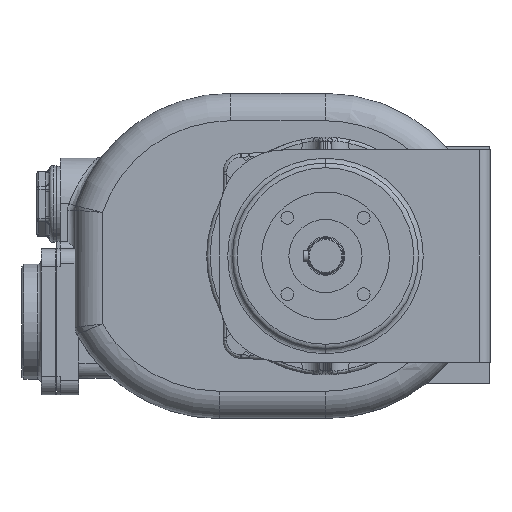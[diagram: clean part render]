
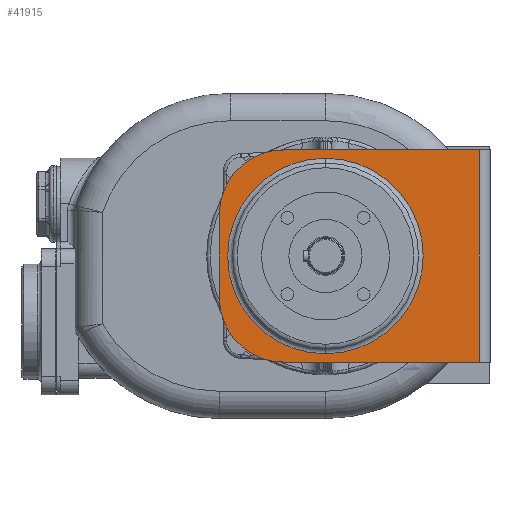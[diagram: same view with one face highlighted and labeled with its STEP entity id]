
A CAD part, left-side view. The second image highlights one B-rep face of the part: STEP entity #41915.
In plain terms, the highlighted planar face has unit normal (-1, 0, 0).
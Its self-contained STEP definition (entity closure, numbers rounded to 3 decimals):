
#11219=DIRECTION('',(0.,0.,1.));
#11220=VECTOR('',#11219,116.);
#11221=CARTESIAN_POINT('',(-222.8,6.,-58.));
#11222=LINE('',#11221,#11220);
#11394=CARTESIAN_POINT('',(-222.8,113.,-23.));
#11395=DIRECTION('',(1.,0.,0.));
#11396=DIRECTION('',(0.,0.,-1.));
#11397=AXIS2_PLACEMENT_3D('',#11394,#11395,#11396);
#11399=DIRECTION('',(0.,0.,1.));
#11400=VECTOR('',#11399,46.);
#11401=CARTESIAN_POINT('',(-222.8,148.,-23.));
#11402=LINE('',#11401,#11400);
#11403=CARTESIAN_POINT('',(-222.8,113.,23.));
#11404=DIRECTION('',(1.,0.,0.));
#11405=DIRECTION('',(0.,1.,0.));
#11406=AXIS2_PLACEMENT_3D('',#11403,#11404,#11405);
#11408=DIRECTION('',(0.,-1.,0.));
#11409=VECTOR('',#11408,107.);
#11410=CARTESIAN_POINT('',(-222.8,113.,58.));
#11411=LINE('',#11410,#11409);
#11412=DIRECTION('',(0.,1.,0.));
#11413=VECTOR('',#11412,107.);
#11414=CARTESIAN_POINT('',(-222.8,6.,-58.));
#11415=LINE('',#11414,#11413);
#11416=CARTESIAN_POINT('',(-222.8,90.,0.));
#11417=DIRECTION('',(-1.,0.,0.));
#11418=DIRECTION('',(0.,0.,1.));
#11419=AXIS2_PLACEMENT_3D('',#11416,#11417,#11418);
#11421=CARTESIAN_POINT('',(-222.8,90.,0.));
#11422=DIRECTION('',(-1.,0.,0.));
#11423=DIRECTION('',(0.,0.,-1.));
#11424=AXIS2_PLACEMENT_3D('',#11421,#11422,#11423);
#15782=CARTESIAN_POINT('',(-222.8,90.,53.5));
#15783=CARTESIAN_POINT('',(-222.8,90.,-53.5));
#15784=VERTEX_POINT('',#15782);
#15785=VERTEX_POINT('',#15783);
#16269=CARTESIAN_POINT('',(-222.8,6.,-58.));
#16270=VERTEX_POINT('',#16269);
#16271=CARTESIAN_POINT('',(-222.8,6.,58.));
#16272=VERTEX_POINT('',#16271);
#16273=CARTESIAN_POINT('',(-222.8,113.,-58.));
#16274=VERTEX_POINT('',#16273);
#16275=CARTESIAN_POINT('',(-222.8,113.,58.));
#16276=VERTEX_POINT('',#16275);
#16317=CARTESIAN_POINT('',(-222.8,148.,-23.));
#16318=VERTEX_POINT('',#16317);
#16319=CARTESIAN_POINT('',(-222.8,148.,23.));
#16320=VERTEX_POINT('',#16319);
#41896=CARTESIAN_POINT('',(-222.8,90.,0.));
#41897=DIRECTION('',(-1.,0.,0.));
#41898=DIRECTION('',(0.,0.,-1.));
#41899=AXIS2_PLACEMENT_3D('',#41896,#41897,#41898);
#41900=PLANE('',#41899);
#41901=ORIENTED_EDGE('',*,*,#41627,.T.);
#41902=ORIENTED_EDGE('',*,*,#41642,.T.);
#41903=ORIENTED_EDGE('',*,*,#41656,.T.);
#41904=ORIENTED_EDGE('',*,*,#41673,.T.);
#41905=ORIENTED_EDGE('',*,*,#41705,.F.);
#41906=ORIENTED_EDGE('',*,*,#41887,.T.);
#41907=EDGE_LOOP('',(#41901,#41902,#41903,#41904,#41905,#41906));
#41908=FACE_OUTER_BOUND('',#41907,.F.);
#41910=ORIENTED_EDGE('',*,*,#41909,.T.);
#41912=ORIENTED_EDGE('',*,*,#41911,.T.);
#41913=EDGE_LOOP('',(#41910,#41912));
#41914=FACE_BOUND('',#41913,.F.);
#41915=ADVANCED_FACE('',(#41908,#41914),#41900,.T.);
#11398=CIRCLE('',#11397,35.);
#11407=CIRCLE('',#11406,35.);
#11420=CIRCLE('',#11419,53.5);
#11425=CIRCLE('',#11424,53.5);
#41627=EDGE_CURVE('',#16274,#16318,#11398,.T.);
#41642=EDGE_CURVE('',#16318,#16320,#11402,.T.);
#41656=EDGE_CURVE('',#16320,#16276,#11407,.T.);
#41673=EDGE_CURVE('',#16276,#16272,#11411,.T.);
#41705=EDGE_CURVE('',#16270,#16272,#11222,.T.);
#41887=EDGE_CURVE('',#16270,#16274,#11415,.T.);
#41909=EDGE_CURVE('',#15784,#15785,#11420,.T.);
#41911=EDGE_CURVE('',#15785,#15784,#11425,.T.);
